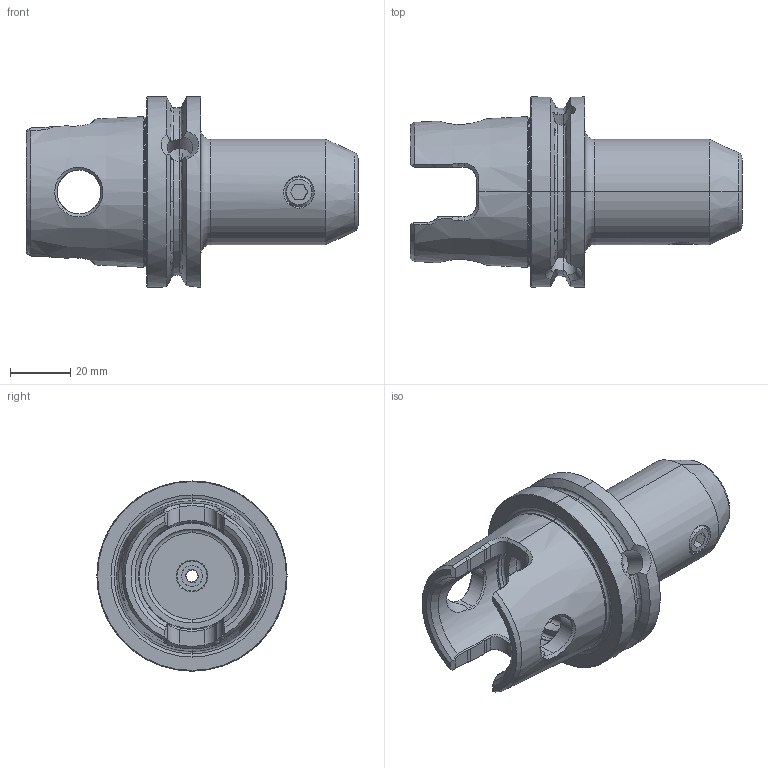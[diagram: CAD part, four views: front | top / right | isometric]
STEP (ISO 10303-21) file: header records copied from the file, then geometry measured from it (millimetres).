
FILE_DESCRIPTION (( 'STEP AP214' ), '1' );
FILE_NAME ('KY6.N10.K01.070.STEP', '2023-09-04T06:05:25', ( '' ), ( '' ), 'SwSTEP 2.0', 'SolidWorks 2017', '' );
FILE_SCHEMA (( 'AUTOMOTIVE_DESIGN' ));
Length unit declared in the file: millimetre
Products named in the file (4): W10-ER1.001.012; KY6-N10.K01.070_A; KY6.N10.K01.070; ERU-AN3.K01.020_A
Assembly tree (3 placements, depth 2):
  KY6.N10.K01.070
    KY6-N10.K01.070_A
    W10-ER1.001.012
    ERU-AN3.K01.020_A
Bounding box: 109.95 x 62.95 x 62.95 mm (x, y, z)
Volume: 123051.7 mm3; surface area: 28324.7 mm2
Topology: 3 solids, 3 shells, 285 faces, 713 edges, 433 vertices
Faces by surface type: plane 88, cylinder 62, cone 53, bspline 52, torus 30
Entity records: 12561 total; most frequent: CARTESIAN_POINT 5095, ORIENTED_EDGE 1410, DIRECTION 1103, EDGE_CURVE 705, AXIS2_PLACEMENT_3D 435, VERTEX_POINT 433, EDGE_LOOP 302, FACE_OUTER_BOUND 285
